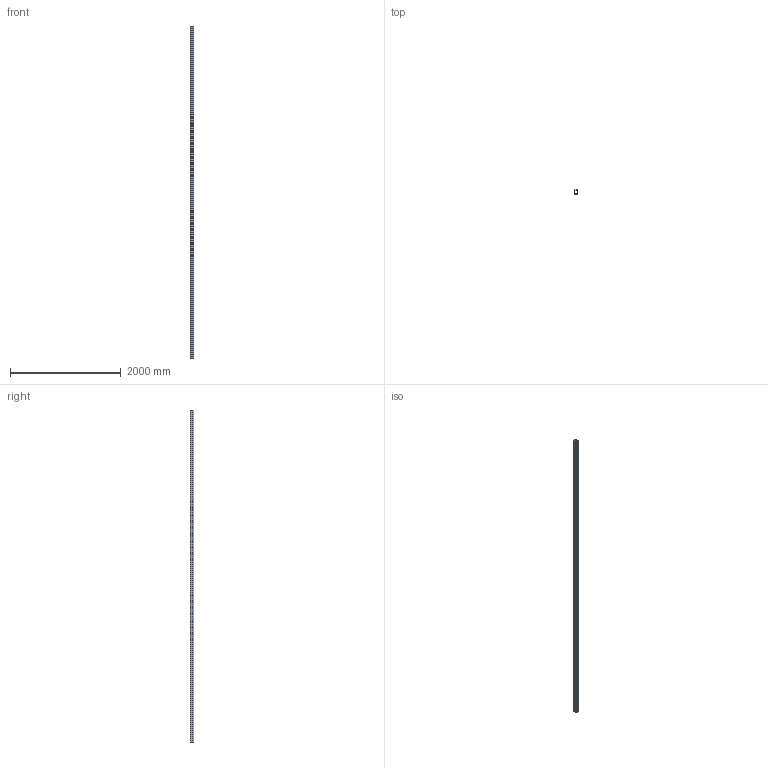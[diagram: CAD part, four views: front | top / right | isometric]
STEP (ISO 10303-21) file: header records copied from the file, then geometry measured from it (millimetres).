
FILE_DESCRIPTION(/* description */ ('CGS-345 MINI L=6000'),/* implementation_level */ '2;1');
FILE_NAME(/* name */ '10207002.stp',/* time_stamp */ '2021-09-30T11:23:33+02:00',/* author */ ('gcocco'),/* organization */ (''),/* preprocessor_version */ 'ST-DEVELOPER v17.2',/* originating_system */ 'Autodesk Inventor 2019',/* authorisation */ '');
FILE_SCHEMA (('AUTOMOTIVE_DESIGN { 1 0 10303 214 3 1 1 }'));
Products named in the file (1): 10207002
Bounding box: 68 x 68 x 6000 mm (x, y, z)
Surface area: 2653178.9 mm2 (no closed solid volume)
Topology: 0 solids, 2 shells, 6278 faces, 16856 edges, 11240 vertices
Faces by surface type: plane 5054, bspline 1212, cylinder 12
Entity records: 213111 total; most frequent: CARTESIAN_POINT 57807, ORIENTED_EDGE 33656, DIRECTION 24590, EDGE_CURVE 16856, LINE 14408, VECTOR 14408, VERTEX_POINT 11240, EDGE_LOOP 6938
